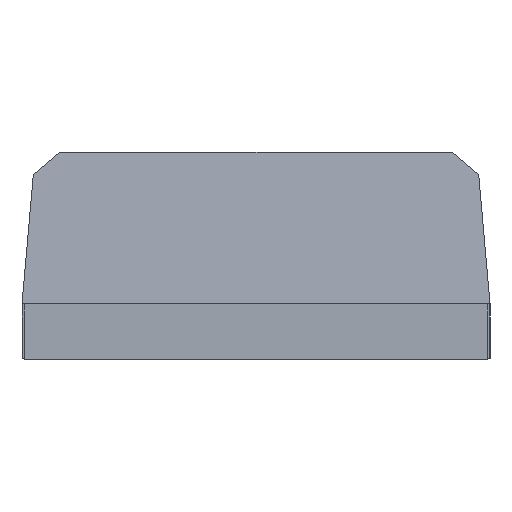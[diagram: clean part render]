
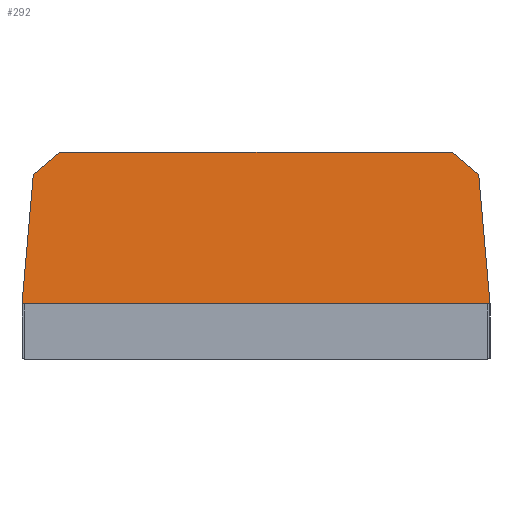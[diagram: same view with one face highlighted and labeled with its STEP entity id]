
A CAD part, left-side view. The second image highlights one B-rep face of the part: STEP entity #292.
In plain terms, the highlighted planar face has unit normal (-0.996, 0, 0.087).
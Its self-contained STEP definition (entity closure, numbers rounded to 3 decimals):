
#292=ADVANCED_FACE('',(#822),#824,.T.);
#822=FACE_BOUND('',#823,.T.);
#823=EDGE_LOOP('',(#1256,#1257,#1258,#1259,#1260,#1261,#1262,#1263));
#824=PLANE('',#825);
#825=AXIS2_PLACEMENT_3D('',#826,#827,#828);
#826=CARTESIAN_POINT('',(3.,12.645,1.25));
#827=DIRECTION('',(-0.996,0.,0.087));
#828=DIRECTION('',(0.,-1.,0.));
#1256=ORIENTED_EDGE('',*,*,#1482,.F.);
#1257=ORIENTED_EDGE('',*,*,#1501,.F.);
#1258=ORIENTED_EDGE('',*,*,#1542,.T.);
#1259=ORIENTED_EDGE('',*,*,#1543,.T.);
#1260=ORIENTED_EDGE('',*,*,#1544,.T.);
#1261=ORIENTED_EDGE('',*,*,#1487,.F.);
#1262=ORIENTED_EDGE('',*,*,#1485,.F.);
#1263=ORIENTED_EDGE('',*,*,#1483,.F.);
#1482=EDGE_CURVE('',#1688,#1686,#1690,.F.);
#1483=EDGE_CURVE('',#1686,#1691,#1692,.T.);
#1485=EDGE_CURVE('',#1691,#1694,#1695,.F.);
#1487=EDGE_CURVE('',#1694,#1697,#1698,.F.);
#1501=EDGE_CURVE('',#1718,#1688,#1721,.F.);
#1542=EDGE_CURVE('',#1718,#1794,#1795,.T.);
#1543=EDGE_CURVE('',#1794,#1796,#1797,.T.);
#1544=EDGE_CURVE('',#1796,#1697,#1798,.T.);
#1686=VERTEX_POINT('',#2060);
#1688=VERTEX_POINT('',#2064);
#1690=LINE('',#2068,#2069);
#1691=VERTEX_POINT('',#2071);
#1692=LINE('',#2072,#2073);
#1694=VERTEX_POINT('',#2078);
#1695=LINE('',#2079,#2080);
#1697=VERTEX_POINT('',#2085);
#1698=LINE('',#2086,#2087);
#1718=VERTEX_POINT('',#2130);
#1721=LINE('',#2137,#2138);
#1794=VERTEX_POINT('',#2292);
#1795=LINE('',#2293,#2294);
#1796=VERTEX_POINT('',#2296);
#1797=LINE('',#2297,#2298);
#1798=LINE('',#2300,#2301);
#2060=CARTESIAN_POINT('',(3.297,4.403,4.65));
#2064=CARTESIAN_POINT('',(3.254,4.996,4.152));
#2068=CARTESIAN_POINT('',(3.297,4.403,4.65));
#2069=VECTOR('',#2070,1.);
#2070=DIRECTION('',(-0.056,0.765,-0.642));
#2071=CARTESIAN_POINT('',(3.297,-4.403,4.65));
#2072=CARTESIAN_POINT('',(3.297,4.403,4.65));
#2073=VECTOR('',#2074,1.);
#2074=DIRECTION('',(0.,-1.,0.));
#2078=CARTESIAN_POINT('',(3.254,-4.996,4.152));
#2079=CARTESIAN_POINT('',(3.254,-4.996,4.152));
#2080=VECTOR('',#2081,1.);
#2081=DIRECTION('',(0.056,0.765,0.642));
#2085=CARTESIAN_POINT('',(3.,-5.25,1.25));
#2086=CARTESIAN_POINT('',(3.,-5.25,1.25));
#2087=VECTOR('',#2088,1.);
#2088=DIRECTION('',(0.087,0.087,0.992));
#2130=CARTESIAN_POINT('',(3.,5.25,1.25));
#2137=CARTESIAN_POINT('',(3.254,4.996,4.152));
#2138=VECTOR('',#2139,1.);
#2139=DIRECTION('',(-0.087,0.087,-0.992));
#2292=CARTESIAN_POINT('',(3.,5.2,1.25));
#2293=CARTESIAN_POINT('',(3.,5.25,1.25));
#2294=VECTOR('',#2295,1.);
#2295=DIRECTION('',(0.,-1.,0.));
#2296=CARTESIAN_POINT('',(3.,-5.2,1.25));
#2297=CARTESIAN_POINT('',(3.,5.2,1.25));
#2298=VECTOR('',#2299,1.);
#2299=DIRECTION('',(0.,-1.,0.));
#2300=CARTESIAN_POINT('',(3.,-5.2,1.25));
#2301=VECTOR('',#2302,1.);
#2302=DIRECTION('',(0.,-1.,0.));
